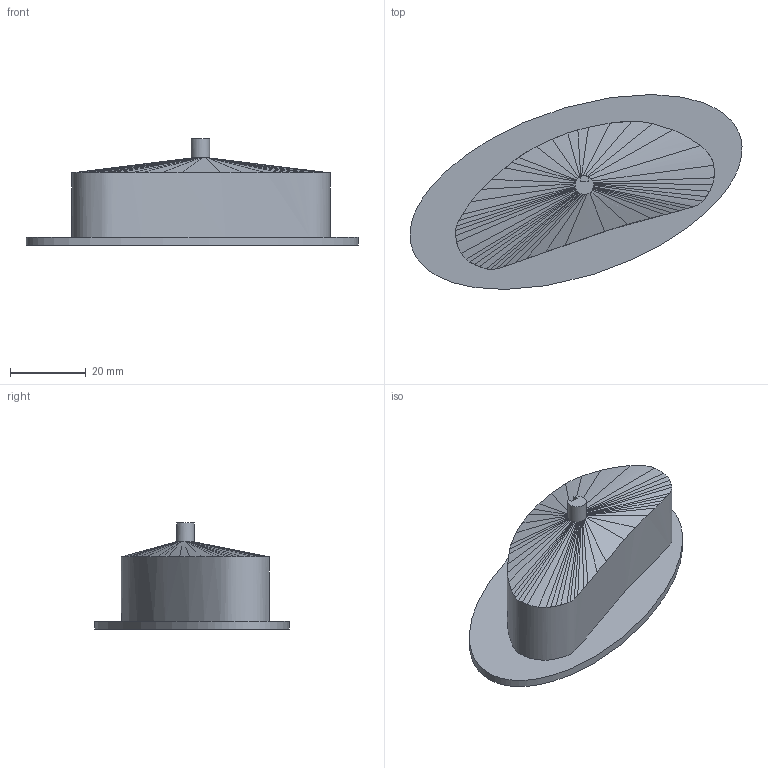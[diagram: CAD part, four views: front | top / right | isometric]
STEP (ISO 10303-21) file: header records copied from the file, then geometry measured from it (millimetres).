
FILE_DESCRIPTION(/* description */ (''),/* implementation_level */ '2;1');
FILE_NAME(/* name */ 'Left HandleHolder.step',/* time_stamp */ '2024-03-16T16:08:02+09:00',/* author */ (''),/* organization */ (''),/* preprocessor_version */ 'ST-DEVELOPER v20',/* originating_system */ 'Autodesk Translation Framework v12.20.1.177',/* authorisation */ '');
FILE_SCHEMA (('AUTOMOTIVE_DESIGN { 1 0 10303 214 3 1 1 }'));
Length unit declared in the file: millimetre
Products named in the file (1): Left HandleHolder
Bounding box: 87.45 x 51.34 x 27.93 mm (x, y, z)
Volume: 35563.8 mm3; surface area: 9761.5 mm2
Topology: 1 solids, 1 shells, 60 faces, 170 edges, 113 vertices
Faces by surface type: bspline 51, plane 7, cylinder 2
Entity records: 3230 total; most frequent: CARTESIAN_POINT 1984, ORIENTED_EDGE 340, EDGE_CURVE 170, VERTEX_POINT 113, B_SPLINE_CURVE_WITH_KNOTS 103, DIRECTION 91, LINE 63, VECTOR 63
